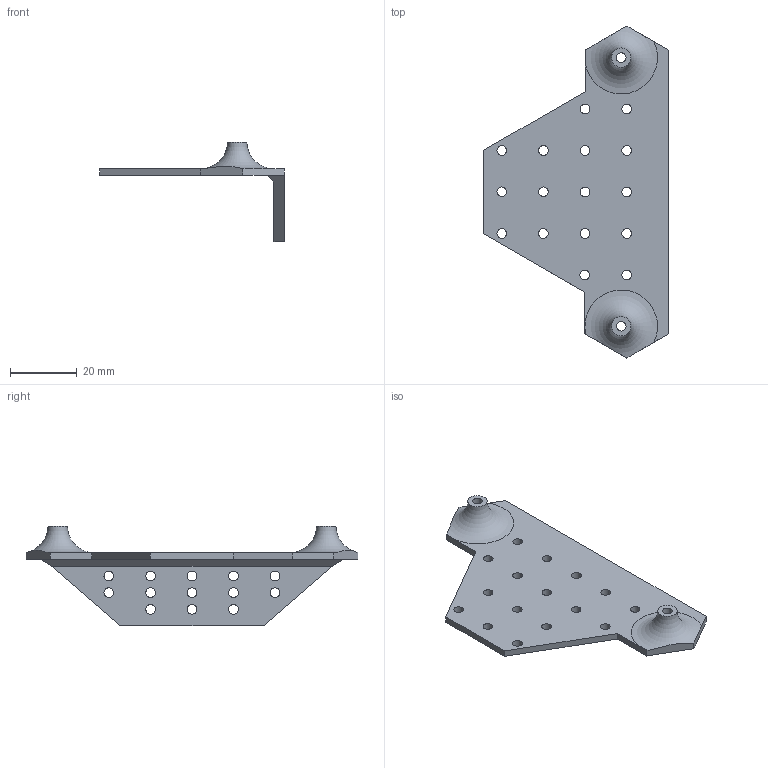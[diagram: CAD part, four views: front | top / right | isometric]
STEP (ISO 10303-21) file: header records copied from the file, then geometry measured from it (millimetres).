
FILE_DESCRIPTION(/* description */ ('STEP AP242','CAx-IF Rec.Pracs.---Representation and Presentation of Product Manufacturing Information (PMI)---4.0---2014-10-13','CAx-IF Rec.Pracs.---3D Tessellated Geometry---0.4---2014-09-14','2;1'),/* implementation_level */ '2;1');
FILE_NAME(/* name */ '681bb9f0a5712a4a972089c3',/* time_stamp */ '2025-05-07T19:52:17Z',/* author */ (''),/* organization */ (''),/* preprocessor_version */ 'ST-DEVELOPER v20',/* originating_system */ 'ONSHAPE BY PTC INC, 1.197',/* authorisation */ ' ');
FILE_SCHEMA (('AP242_MANAGED_MODEL_BASED_3D_ENGINEERING_MIM_LF { 1 0 10303 442 1 1 4 }'));
Length unit declared in the file: metre
Products named in the file (1): Part 1
Bounding box: 55.47 x 99.63 x 30 mm (x, y, z)
Volume: 11994.9 mm3; surface area: 10934.6 mm2
Topology: 1 solids, 1 shells, 55 faces, 168 edges, 115 vertices
Faces by surface type: cylinder 33, plane 20, torus 2
Full cylindrical faces by diameter (mm): 2.89 x1, 2.898 x1, 2.9 x31
Entity records: 1772 total; most frequent: CARTESIAN_POINT 297, DIRECTION 294, ORIENTED_EDGE 236, EDGE_LOOP 152, FACE_BOUND 152, AXIS2_PLACEMENT_3D 125, EDGE_CURVE 118, VERTEX_POINT 100
